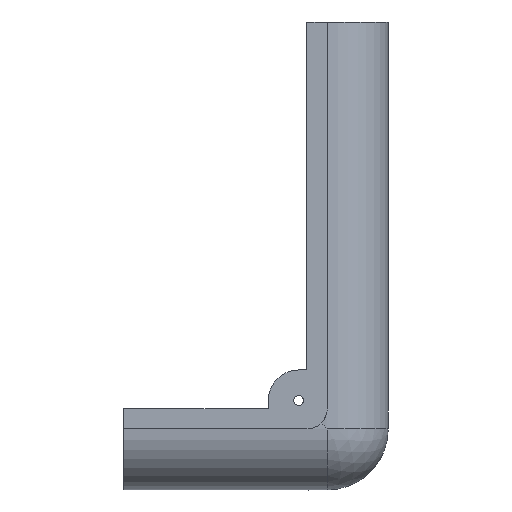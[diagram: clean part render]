
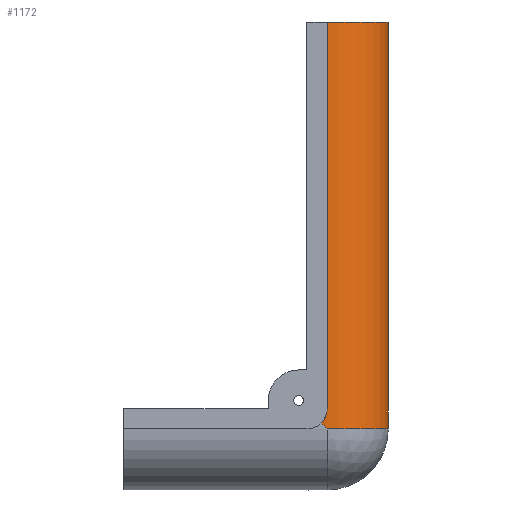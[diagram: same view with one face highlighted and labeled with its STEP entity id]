
A CAD part, left-side view. The second image highlights one B-rep face of the part: STEP entity #1172.
In plain terms, the highlighted cylindrical face has radius 15 mm (diameter 30 mm), a partial arc.
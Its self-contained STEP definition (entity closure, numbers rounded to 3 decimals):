
#30=ELLIPSE('',#1247,21.213,15.);
#31=ELLIPSE('',#1249,21.213,15.);
#33=B_SPLINE_CURVE_WITH_KNOTS('',3,(#1732,#1733,#1734,#1735,#1736,#1737),
 .UNSPECIFIED.,.F.,.F.,(4,2,4),(1.199,1.388,1.576),
 .UNSPECIFIED.);
#34=B_SPLINE_CURVE_WITH_KNOTS('',3,(#1744,#1745,#1746,#1747,#1748,#1749),
 .UNSPECIFIED.,.F.,.F.,(4,2,4),(1.576,1.765,1.953),
 .UNSPECIFIED.);
#39=CYLINDRICAL_SURFACE('',#1246,15.);
#62=FACE_OUTER_BOUND('',#120,.T.);
#120=EDGE_LOOP('',(#793,#794,#795,#796,#797,#798,#799,#800));
#196=LINE('',#1724,#318);
#199=LINE('',#1730,#321);
#318=VECTOR('',#1374,10.);
#321=VECTOR('',#1379,10.);
#429=CIRCLE('',#1243,15.);
#430=CIRCLE('',#1248,15.);
#476=VERTEX_POINT('',#1698);
#477=VERTEX_POINT('',#1699);
#487=VERTEX_POINT('',#1723);
#489=VERTEX_POINT('',#1729);
#490=VERTEX_POINT('',#1731);
#491=VERTEX_POINT('',#1738);
#492=VERTEX_POINT('',#1740);
#493=VERTEX_POINT('',#1742);
#598=EDGE_CURVE('',#476,#477,#429,.T.);
#610=EDGE_CURVE('',#477,#487,#196,.T.);
#613=EDGE_CURVE('',#489,#476,#199,.T.);
#614=EDGE_CURVE('',#489,#490,#33,.F.);
#615=EDGE_CURVE('',#490,#491,#30,.F.);
#616=EDGE_CURVE('',#491,#492,#430,.T.);
#617=EDGE_CURVE('',#493,#492,#31,.T.);
#618=EDGE_CURVE('',#487,#493,#34,.T.);
#793=ORIENTED_EDGE('',*,*,#598,.F.);
#794=ORIENTED_EDGE('',*,*,#613,.F.);
#795=ORIENTED_EDGE('',*,*,#614,.T.);
#796=ORIENTED_EDGE('',*,*,#615,.T.);
#797=ORIENTED_EDGE('',*,*,#616,.T.);
#798=ORIENTED_EDGE('',*,*,#617,.F.);
#799=ORIENTED_EDGE('',*,*,#618,.F.);
#800=ORIENTED_EDGE('',*,*,#610,.F.);
#1172=ADVANCED_FACE('',(#62),#39,.T.);
#1243=AXIS2_PLACEMENT_3D('',#1700,#1357,#1358);
#1246=AXIS2_PLACEMENT_3D('',#1728,#1377,#1378);
#1247=AXIS2_PLACEMENT_3D('',#1739,#1380,#1381);
#1248=AXIS2_PLACEMENT_3D('',#1741,#1382,#1383);
#1249=AXIS2_PLACEMENT_3D('',#1743,#1384,#1385);
#1357=DIRECTION('center_axis',(0.,0.,1.));
#1358=DIRECTION('ref_axis',(-0.707,-0.707,0.));
#1374=DIRECTION('',(0.,0.,-1.));
#1377=DIRECTION('center_axis',(0.,0.,1.));
#1378=DIRECTION('ref_axis',(-0.707,-0.707,0.));
#1379=DIRECTION('',(0.,0.,1.));
#1380=DIRECTION('center_axis',(0.,0.707,-0.707));
#1381=DIRECTION('ref_axis',(0.,-0.707,-0.707));
#1382=DIRECTION('center_axis',(0.,0.,1.));
#1383=DIRECTION('ref_axis',(-0.707,-0.707,0.));
#1384=DIRECTION('center_axis',(0.707,0.,-0.707));
#1385=DIRECTION('ref_axis',(-0.707,0.,-0.707));
#1698=CARTESIAN_POINT('',(-150.,-35.,40.));
#1699=CARTESIAN_POINT('',(-135.,-50.,40.));
#1700=CARTESIAN_POINT('Origin',(-135.,-35.,40.));
#1723=CARTESIAN_POINT('',(-135.,-50.,-55.));
#1724=CARTESIAN_POINT('',(-135.,-50.,67.5));
#1728=CARTESIAN_POINT('Origin',(-135.,-35.,75.));
#1729=CARTESIAN_POINT('',(-150.,-35.,-55.));
#1730=CARTESIAN_POINT('',(-150.,-35.,67.5));
#1731=CARTESIAN_POINT('',(-149.928,-33.536,-58.536));
#1732=CARTESIAN_POINT('Ctrl Pts',(-149.928,-33.536,-58.536));
#1733=CARTESIAN_POINT('Ctrl Pts',(-149.972,-33.979,-58.092));
#1734=CARTESIAN_POINT('Ctrl Pts',(-149.989,-34.364,-57.53));
#1735=CARTESIAN_POINT('Ctrl Pts',(-150.002,-34.874,-56.298));
#1736=CARTESIAN_POINT('Ctrl Pts',(-150.,-35.,-55.628));
#1737=CARTESIAN_POINT('Ctrl Pts',(-150.,-35.,-55.));
#1738=CARTESIAN_POINT('',(-150.,-35.,-60.));
#1739=CARTESIAN_POINT('Origin',(-135.,-35.,-60.));
#1740=CARTESIAN_POINT('',(-135.,-50.,-60.));
#1741=CARTESIAN_POINT('Origin',(-135.,-35.,-60.));
#1742=CARTESIAN_POINT('',(-133.536,-49.928,-58.536));
#1743=CARTESIAN_POINT('Origin',(-135.,-35.,-60.));
#1744=CARTESIAN_POINT('Ctrl Pts',(-135.,-50.,-55.));
#1745=CARTESIAN_POINT('Ctrl Pts',(-135.,-50.,-55.628));
#1746=CARTESIAN_POINT('Ctrl Pts',(-134.874,-50.002,-56.298));
#1747=CARTESIAN_POINT('Ctrl Pts',(-134.364,-49.989,-57.53));
#1748=CARTESIAN_POINT('Ctrl Pts',(-133.979,-49.972,-58.092));
#1749=CARTESIAN_POINT('Ctrl Pts',(-133.536,-49.928,-58.536));
